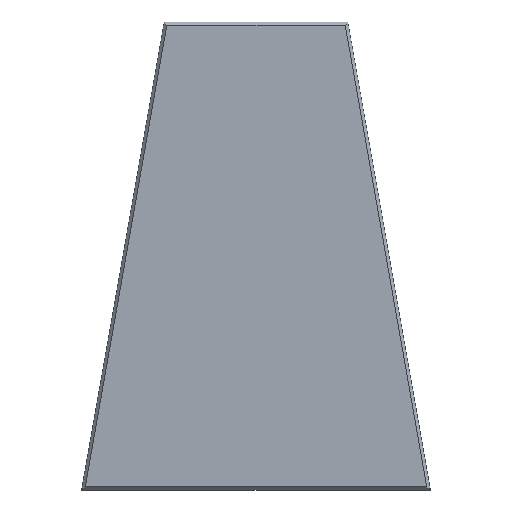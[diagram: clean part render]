
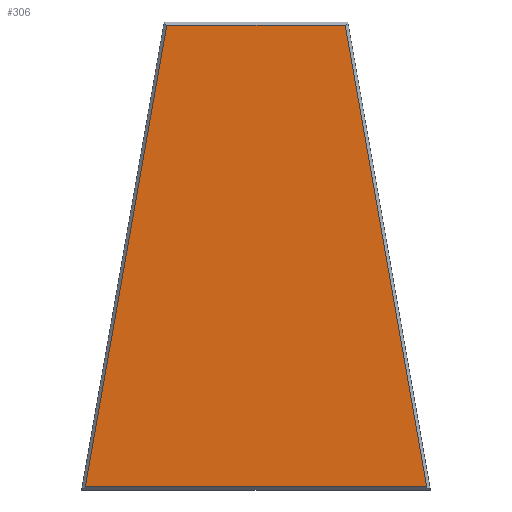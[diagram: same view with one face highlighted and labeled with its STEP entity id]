
A CAD part, top view. The second image highlights one B-rep face of the part: STEP entity #306.
In plain terms, the highlighted planar face has unit normal (0, 0, 1).
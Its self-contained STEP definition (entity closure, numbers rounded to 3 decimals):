
#93 = VERTEX_POINT('',#94);
#94 = CARTESIAN_POINT('',(-27.888,0.5,0.8));
#102 = VERTEX_POINT('',#103);
#103 = CARTESIAN_POINT('',(27.888,0.5,0.8));
#109 = EDGE_CURVE('',#93,#102,#110,.T.);
#110 = LINE('',#111,#112);
#111 = CARTESIAN_POINT('',(-28.484,0.5,0.8));
#112 = VECTOR('',#113,1.);
#113 = DIRECTION('',(1.,0.,0.));
#287 = VERTEX_POINT('',#288);
#288 = CARTESIAN_POINT('',(-14.58,75.97,0.8));
#296 = EDGE_CURVE('',#287,#93,#297,.T.);
#297 = LINE('',#298,#299);
#298 = CARTESIAN_POINT('',(-14.508,76.383,0.8));
#299 = VECTOR('',#300,1.);
#300 = DIRECTION('',(-0.174,-0.985,0.));
#306 = ADVANCED_FACE('',(#307),#325,.T.);
#307 = FACE_BOUND('',#308,.T.);
#308 = EDGE_LOOP('',(#309,#310,#318,#324));
#309 = ORIENTED_EDGE('',*,*,#109,.T.);
#310 = ORIENTED_EDGE('',*,*,#311,.T.);
#311 = EDGE_CURVE('',#102,#312,#314,.T.);
#312 = VERTEX_POINT('',#313);
#313 = CARTESIAN_POINT('',(14.58,75.97,0.8));
#314 = LINE('',#315,#316);
#315 = CARTESIAN_POINT('',(27.991,-0.087,0.8));
#316 = VECTOR('',#317,1.);
#317 = DIRECTION('',(-0.174,0.985,0.));
#318 = ORIENTED_EDGE('',*,*,#319,.T.);
#319 = EDGE_CURVE('',#312,#287,#320,.T.);
#320 = LINE('',#321,#322);
#321 = CARTESIAN_POINT('',(15.,75.97,0.8));
#322 = VECTOR('',#323,1.);
#323 = DIRECTION('',(-1.,0.,0.));
#324 = ORIENTED_EDGE('',*,*,#296,.T.);
#325 = PLANE('',#326);
#326 = AXIS2_PLACEMENT_3D('',#327,#328,#329);
#327 = CARTESIAN_POINT('',(0.,33.979,0.8));
#328 = DIRECTION('',(0.,0.,1.));
#329 = DIRECTION('',(1.,0.,0.));
